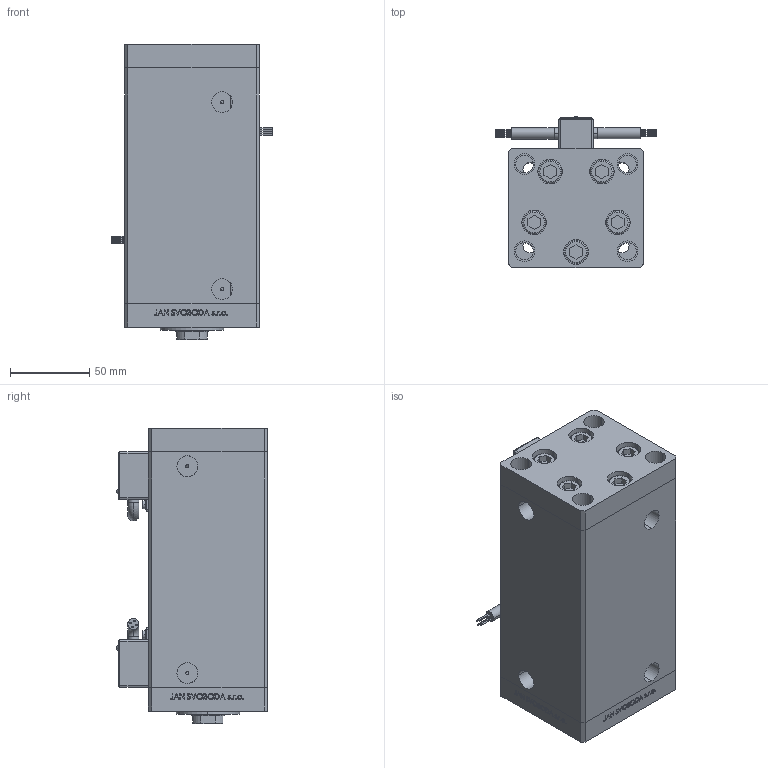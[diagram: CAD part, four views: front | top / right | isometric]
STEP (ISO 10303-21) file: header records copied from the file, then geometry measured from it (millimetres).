
FILE_DESCRIPTION (( 'STEP AP203' ), '1' );
FILE_NAME ('b861.STEP', '2020-10-09T00:47:27', ( '' ), ( '' ), 'SwSTEP 2.0', 'SolidWorks 2019', '' );
FILE_SCHEMA (( 'CONFIG_CONTROL_DESIGN' ));
Length unit declared in the file: millimetre
Products named in the file (7): ALLEN BOLT ad8e7e4100ed270d4c5d4140a93cc0af; V220C_C MIDDLE ad8e7e4100ed270d4c5d4140a93cc0af; Magnetic_Switch_MSU4 ad8e7e4100ed270d4c5d4140a93cc0af; b861; V220C_C CAST PRO VYSUNUTI ad8e7e4100ed270d4c5d4140a93cc0af; V220C BACK ad8e7e4100ed270d4c5d4140a93cc0af; V220C FRONT ad8e7e4100ed270d4c5d4140a93cc0af
Assembly tree (16 placements, depth 2):
  b861
    ALLEN BOLT ad8e7e4100ed270d4c5d4140a93cc0af  x10
    V220C_C MIDDLE ad8e7e4100ed270d4c5d4140a93cc0af
    V220C BACK ad8e7e4100ed270d4c5d4140a93cc0af
    V220C FRONT ad8e7e4100ed270d4c5d4140a93cc0af
    V220C_C CAST PRO VYSUNUTI ad8e7e4100ed270d4c5d4140a93cc0af
    Magnetic_Switch_MSU4 ad8e7e4100ed270d4c5d4140a93cc0af  x2
Bounding box: 101.6 x 95.1 x 186.5 mm (x, y, z)
Volume: 997733.1 mm3; surface area: 188374 mm2
Topology: 16 solids, 18 shells, 1399 faces, 3429 edges, 2223 vertices
Faces by surface type: plane 630, bspline 380, cylinder 265, cone 52, torus 48, sphere 24
Entity records: 52685 total; most frequent: CARTESIAN_POINT 27314, ORIENTED_EDGE 5552, DIRECTION 3876, EDGE_CURVE 2776, VERTEX_POINT 1834, LINE 1580, VECTOR 1580, EDGE_LOOP 1308
